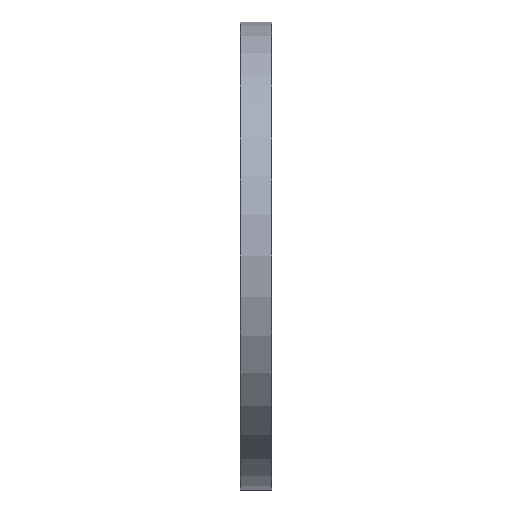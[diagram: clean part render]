
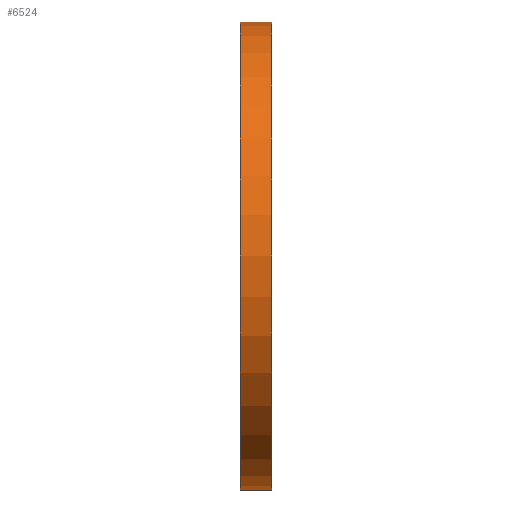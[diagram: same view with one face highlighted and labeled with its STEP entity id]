
A CAD part, left-side view. The second image highlights one B-rep face of the part: STEP entity #6524.
In plain terms, the highlighted cylindrical face has radius 30 mm (diameter 60 mm), a partial arc.
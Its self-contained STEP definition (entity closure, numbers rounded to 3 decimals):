
#644 = CARTESIAN_POINT ( 'NONE',  ( 0., 2., -30. ) ) ;
#700 = VECTOR ( 'NONE', #786, 1000. ) ;
#786 = DIRECTION ( 'NONE',  ( 0., -1., 0. ) ) ;
#1074 = EDGE_CURVE ( 'NONE', #3265, #4392, #12571, .T. ) ;
#1193 = DIRECTION ( 'NONE',  ( 0., -1., 0. ) ) ;
#1250 = AXIS2_PLACEMENT_3D ( 'NONE', #10748, #1193, #8515 ) ;
#1539 = AXIS2_PLACEMENT_3D ( 'NONE', #10924, #10876, #7856 ) ;
#1603 = ORIENTED_EDGE ( 'NONE', *, *, #1074, .F. ) ;
#1952 = CARTESIAN_POINT ( 'NONE',  ( 0., 2., 30. ) ) ;
#2370 = LINE ( 'NONE', #644, #700 ) ;
#2438 = CARTESIAN_POINT ( 'NONE',  ( 0., -2., -30. ) ) ;
#2959 = EDGE_LOOP ( 'NONE', ( #1603, #5618, #7987, #11664 ) ) ;
#3190 = DIRECTION ( 'NONE',  ( 0., 0., 1. ) ) ;
#3265 = VERTEX_POINT ( 'NONE', #9702 ) ;
#3369 = CARTESIAN_POINT ( 'NONE',  ( 0., -2., 0. ) ) ;
#3424 = CIRCLE ( 'NONE', #1539, 30. ) ;
#3897 = VECTOR ( 'NONE', #9262, 1000. ) ;
#4205 = VERTEX_POINT ( 'NONE', #12776 ) ;
#4392 = VERTEX_POINT ( 'NONE', #12043 ) ;
#5618 = ORIENTED_EDGE ( 'NONE', *, *, #11615, .F. ) ;
#5945 = EDGE_CURVE ( 'NONE', #11629, #4392, #6818, .T. ) ;
#6524 = ADVANCED_FACE ( 'NONE', ( #12681 ), #11543, .T. ) ;
#6818 = CIRCLE ( 'NONE', #10890, 30. ) ;
#7449 = EDGE_CURVE ( 'NONE', #4205, #11629, #2370, .T. ) ;
#7856 = DIRECTION ( 'NONE',  ( 0., 0., 1. ) ) ;
#7987 = ORIENTED_EDGE ( 'NONE', *, *, #7449, .T. ) ;
#8515 = DIRECTION ( 'NONE',  ( 0., 0., -1. ) ) ;
#9262 = DIRECTION ( 'NONE',  ( 0., -1., 0. ) ) ;
#9702 = CARTESIAN_POINT ( 'NONE',  ( 0., 2., 30. ) ) ;
#10640 = DIRECTION ( 'NONE',  ( 0., 1., 0. ) ) ;
#10748 = CARTESIAN_POINT ( 'NONE',  ( 0., 2., 0. ) ) ;
#10876 = DIRECTION ( 'NONE',  ( 0., 1., 0. ) ) ;
#10890 = AXIS2_PLACEMENT_3D ( 'NONE', #3369, #10640, #3190 ) ;
#10924 = CARTESIAN_POINT ( 'NONE',  ( 0., 2., 0. ) ) ;
#11543 = CYLINDRICAL_SURFACE ( 'NONE', #1250, 30. ) ;
#11615 = EDGE_CURVE ( 'NONE', #4205, #3265, #3424, .T. ) ;
#11629 = VERTEX_POINT ( 'NONE', #2438 ) ;
#11664 = ORIENTED_EDGE ( 'NONE', *, *, #5945, .T. ) ;
#12043 = CARTESIAN_POINT ( 'NONE',  ( 0., -2., 30. ) ) ;
#12571 = LINE ( 'NONE', #1952, #3897 ) ;
#12681 = FACE_OUTER_BOUND ( 'NONE', #2959, .T. ) ;
#12776 = CARTESIAN_POINT ( 'NONE',  ( 0., 2., -30. ) ) ;
